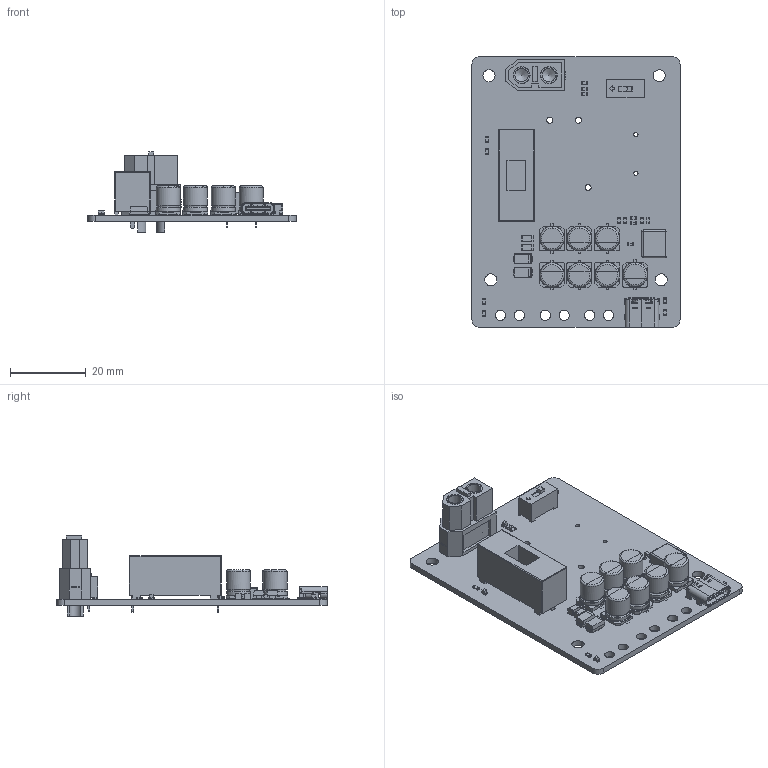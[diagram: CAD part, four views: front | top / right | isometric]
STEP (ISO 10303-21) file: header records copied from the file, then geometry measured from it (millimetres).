
FILE_DESCRIPTION(('KiCad electronic assembly'),'2;1');
FILE_NAME('sandersypconverter.step','2024-10-07T09:55:09',('Pcbnew'),( 'Kicad'),'Open CASCADE STEP processor 7.7','KiCad to STEP converter' ,'Unknown');
FILE_SCHEMA(('AUTOMOTIVE_DESIGN { 1 0 10303 214 1 1 1 1 }'));
Length unit declared in the file: millimetre
Products named in the file (24): sandersypconverter 1; LED_0603_1608Metric; CP_Elec_6.3x7.7; CP_Elec_63x77; C_0603_1608Metric; R_0603_1608Metric; Fuseholder_Cylinder-5x20mm_Stelvio-Kontek_PTF78_Horizontal_Open; A_Stelvio_Kontek_PTF78; D_SMA; USB_C_Receptacle_GCT_USB4105-xx-A_16P_TopMnt_Horizontal; USB_C_Receptacle_16P_TopMnt_Horizontal_GCT_USB4105-xx-A; C_1206_3216Metric; AMASS_XT60-F_1x02_P7.2mm_Vertical; XT60 female v5; L_Chilisin_BMRx00060630; CQ assembly; SW_DIP_SPSTx01_Slide_9.78x4.72mm_W7.62mm_P2.54mm; SW_DIP_SPSTx01_Slide_978x472mm_W762mm_P254mm; sandersypconverter_PCB
Assembly tree (44 placements, depth 3):
  sandersypconverter 1
    LED_0603_1608Metric  x4
      LED_0603_1608Metric
    CP_Elec_6.3x7.7  x7
      CP_Elec_63x77
    C_0603_1608Metric  x3
      C_0603_1608Metric
    R_0603_1608Metric  x9
      R_0603_1608Metric
    Fuseholder_Cylinder-5x20mm_Stelvio-Kontek_PTF78_Horizontal_Open
      A_Stelvio_Kontek_PTF78
    D_SMA  x2
      D_SMA
    USB_C_Receptacle_GCT_USB4105-xx-A_16P_TopMnt_Horizontal
      USB_C_Receptacle_16P_TopMnt_Horizontal_GCT_USB4105-xx-A
    C_1206_3216Metric  x2
      C_1206_3216Metric
    AMASS_XT60-F_1x02_P7.2mm_Vertical
      XT60 female v5
    L_Chilisin_BMRx00060630
      CQ assembly
    SW_DIP_SPSTx01_Slide_9.78x4.72mm_W7.62mm_P2.54mm
      SW_DIP_SPSTx01_Slide_978x472mm_W762mm_P254mm
    sandersypconverter_PCB
Bounding box: 55 x 71.5 x 21.2 mm (x, y, z)
Volume: 11795.9 mm3; surface area: 15087.4 mm2
Topology: 72 solids, 72 shells, 1859 faces, 4735 edges, 3040 vertices
Faces by surface type: plane 1323, cylinder 447, bspline 34, torus 28, cone 12, sphere 8, revolution 7
Full cylindrical faces by diameter (mm): 0.5 x2, 0.65 x2, 0.8 x2, 1.1 x2, 1.5 x2, 1.6 x3, 2.7 x6, 3 x2, 3.2 x4, 3.5 x2, 4.3 x4, 4.5 x4, 6 x2, 6.3 x14
Entity records: 41267 total; most frequent: CARTESIAN_POINT 6184, ORIENTED_EDGE 5680, DIRECTION 5669, EDGE_CURVE 2840, LINE 2254, VECTOR 2254, VERTEX_POINT 1828, AXIS2_PLACEMENT_3D 1707
